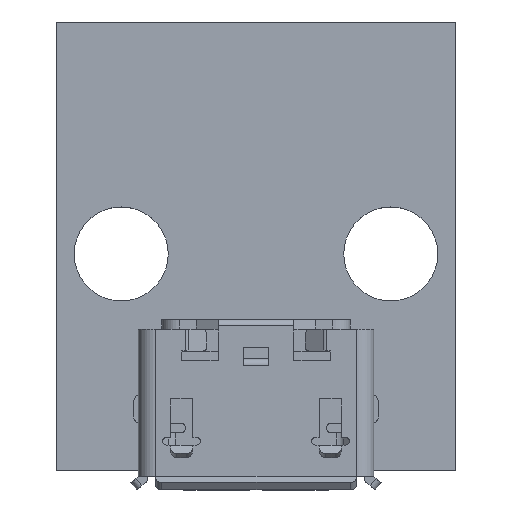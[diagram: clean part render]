
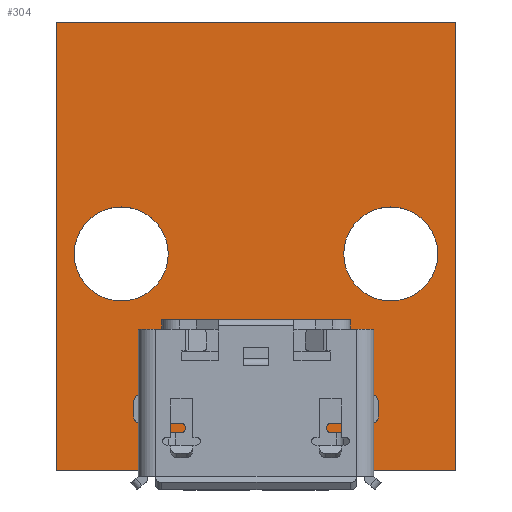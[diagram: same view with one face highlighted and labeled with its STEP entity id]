
A CAD part, top view. The second image highlights one B-rep face of the part: STEP entity #304.
In plain terms, the highlighted planar face has unit normal (0, 0, 1).
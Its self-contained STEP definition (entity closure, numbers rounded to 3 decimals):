
#112=CARTESIAN_POINT('',(5.8,6.9,1.6));
#113=VERTEX_POINT('',#112);
#114=CARTESIAN_POINT('',(4.3,6.9,1.6));
#115=DIRECTION('',(0.0,0.0,-1.0));
#116=DIRECTION('',(-1.0,0.0,0.0));
#117=AXIS2_PLACEMENT_3D('',#114,#115,#116);
#118=CIRCLE('',#117,1.5);
#119=EDGE_CURVE('',#113,#113,#118,.T.);
#140=CARTESIAN_POINT('',(-2.8,6.9,1.6));
#141=VERTEX_POINT('',#140);
#142=CARTESIAN_POINT('',(-4.3,6.9,1.6));
#143=DIRECTION('',(0.0,0.0,-1.0));
#144=DIRECTION('',(-1.0,0.0,0.0));
#145=AXIS2_PLACEMENT_3D('',#142,#143,#144);
#146=CIRCLE('',#145,1.5);
#147=EDGE_CURVE('',#141,#141,#146,.T.);
#168=CARTESIAN_POINT('',(6.375,14.3,1.6));
#169=VERTEX_POINT('',#168);
#170=CARTESIAN_POINT('',(6.375,0.,1.6));
#171=VERTEX_POINT('',#170);
#172=CARTESIAN_POINT('',(6.375,14.3,1.6));
#173=DIRECTION('',(0.0,-1.0,0.0));
#174=VECTOR('',#173,14.3);
#175=LINE('',#172,#174);
#176=EDGE_CURVE('',#169,#171,#175,.T.);
#208=CARTESIAN_POINT('',(-6.375,0.,1.6));
#209=VERTEX_POINT('',#208);
#210=CARTESIAN_POINT('',(6.375,0.,1.6));
#211=DIRECTION('',(-1.0,0.0,0.0));
#212=VECTOR('',#211,12.75);
#213=LINE('',#210,#212);
#214=EDGE_CURVE('',#171,#209,#213,.T.);
#239=CARTESIAN_POINT('',(-6.375,14.3,1.6));
#240=VERTEX_POINT('',#239);
#241=CARTESIAN_POINT('',(-6.375,0.,1.6));
#242=DIRECTION('',(0.0,1.0,0.0));
#243=VECTOR('',#242,14.3);
#244=LINE('',#241,#243);
#245=EDGE_CURVE('',#209,#240,#244,.T.);
#270=CARTESIAN_POINT('',(-6.375,14.3,1.6));
#271=DIRECTION('',(1.0,0.0,0.0));
#272=VECTOR('',#271,12.75);
#273=LINE('',#270,#272);
#274=EDGE_CURVE('',#240,#169,#273,.T.);
#287=CARTESIAN_POINT('',(0.,7.15,1.6));
#288=DIRECTION('',(0.0,0.0,1.0));
#289=DIRECTION('',(1.0,0.0,0.0));
#290=AXIS2_PLACEMENT_3D('',#287,#288,#289);
#291=PLANE('',#290);
#292=ORIENTED_EDGE('',*,*,#176,.F.);
#293=ORIENTED_EDGE('',*,*,#274,.F.);
#294=ORIENTED_EDGE('',*,*,#245,.F.);
#295=ORIENTED_EDGE('',*,*,#214,.F.);
#296=EDGE_LOOP('',(#292,#293,#294,#295));
#297=FACE_OUTER_BOUND('',#296,.T.);
#298=ORIENTED_EDGE('',*,*,#119,.T.);
#299=EDGE_LOOP('',(#298));
#300=FACE_BOUND('',#299,.T.);
#301=ORIENTED_EDGE('',*,*,#147,.T.);
#302=EDGE_LOOP('',(#301));
#303=FACE_BOUND('',#302,.T.);
#304=ADVANCED_FACE('',(#297,#300,#303),#291,.T.);
